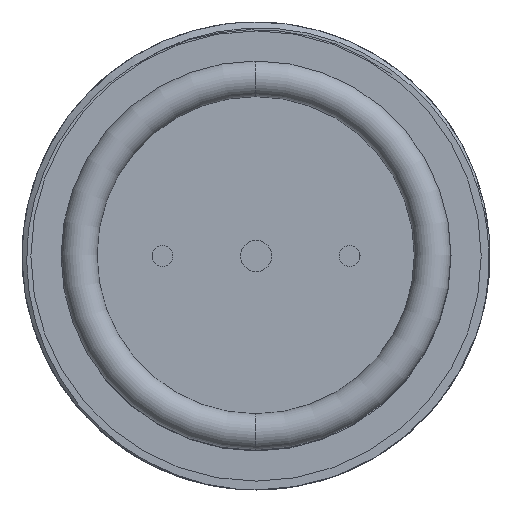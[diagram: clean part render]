
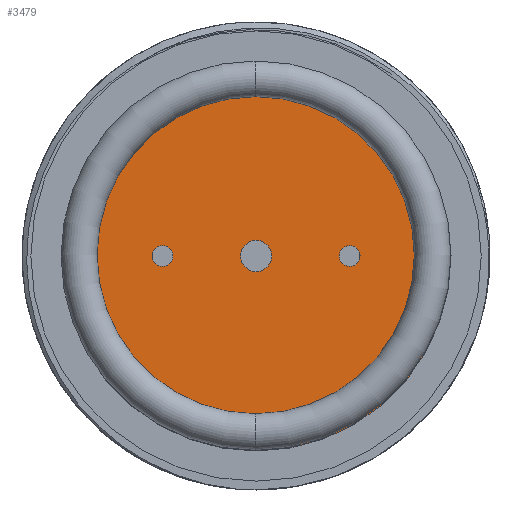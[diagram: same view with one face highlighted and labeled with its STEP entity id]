
A CAD part, front view. The second image highlights one B-rep face of the part: STEP entity #3479.
In plain terms, the highlighted planar face has unit normal (0, -1, 0).
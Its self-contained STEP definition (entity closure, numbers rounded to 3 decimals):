
#21 = AXIS2_PLACEMENT_3D ( 'NONE', #2355, #7804, #3122 ) ;
#325 = AXIS2_PLACEMENT_3D ( 'NONE', #1785, #7243, #2577 ) ;
#329 = PLANE ( 'NONE',  #5412 ) ;
#401 = VERTEX_POINT ( 'NONE', #458 ) ;
#458 = CARTESIAN_POINT ( 'NONE',  ( 0., 2.7, -18.75 ) ) ;
#522 = ORIENTED_EDGE ( 'NONE', *, *, #4713, .F. ) ;
#606 = CIRCLE ( 'NONE', #7638, 1. ) ;
#640 = EDGE_LOOP ( 'NONE', ( #1377, #1572 ) ) ;
#1203 = DIRECTION ( 'NONE',  ( 0., -1., 0. ) ) ;
#1377 = ORIENTED_EDGE ( 'NONE', *, *, #4329, .T. ) ;
#1520 = FACE_BOUND ( 'NONE', #6578, .T. ) ;
#1572 = ORIENTED_EDGE ( 'NONE', *, *, #5774, .T. ) ;
#1576 = AXIS2_PLACEMENT_3D ( 'NONE', #6522, #6459, #6427 ) ;
#1711 = EDGE_CURVE ( 'NONE', #6621, #7853, #5853, .T. ) ;
#1763 = FACE_OUTER_BOUND ( 'NONE', #640, .T. ) ;
#1785 = CARTESIAN_POINT ( 'NONE',  ( 0., 2.7, 0. ) ) ;
#1811 = EDGE_LOOP ( 'NONE', ( #7551, #7481 ) ) ;
#2010 = CARTESIAN_POINT ( 'NONE',  ( 0., 2.7, 0. ) ) ;
#2095 = DIRECTION ( 'NONE',  ( 0., -1., 0. ) ) ;
#2355 = CARTESIAN_POINT ( 'NONE',  ( 0., 2.7, 0. ) ) ;
#2577 = DIRECTION ( 'NONE',  ( 0., 0., -1. ) ) ;
#2654 = CARTESIAN_POINT ( 'NONE',  ( 9., 2.7, 1. ) ) ;
#2764 = CARTESIAN_POINT ( 'NONE',  ( 9., 2.7, 0. ) ) ;
#2794 = DIRECTION ( 'NONE',  ( 0., 0., -1. ) ) ;
#3122 = DIRECTION ( 'NONE',  ( 0., 0., -1. ) ) ;
#3192 = ORIENTED_EDGE ( 'NONE', *, *, #9369, .F. ) ;
#3385 = CIRCLE ( 'NONE', #21, 18.75 ) ;
#3395 = CIRCLE ( 'NONE', #325, 18.75 ) ;
#3479 = ADVANCED_FACE ( 'NONE', ( #9773, #1520, #10029, #1763 ), #329, .T. ) ;
#3532 = DIRECTION ( 'NONE',  ( 0., 0., -1. ) ) ;
#3583 = EDGE_CURVE ( 'NONE', #4296, #5779, #5367, .T. ) ;
#3597 = EDGE_CURVE ( 'NONE', #9346, #6002, #7436, .T. ) ;
#3700 = CARTESIAN_POINT ( 'NONE',  ( 9., 2.7, 0. ) ) ;
#3777 = CARTESIAN_POINT ( 'NONE',  ( -9., 2.7, -1. ) ) ;
#4090 = CARTESIAN_POINT ( 'NONE',  ( 0., 2.7, 18.75 ) ) ;
#4231 = DIRECTION ( 'NONE',  ( 0., -1., 0. ) ) ;
#4296 = VERTEX_POINT ( 'NONE', #8730 ) ;
#4297 = CARTESIAN_POINT ( 'NONE',  ( 9., 2.7, -1. ) ) ;
#4329 = EDGE_CURVE ( 'NONE', #401, #9752, #3395, .T. ) ;
#4362 = AXIS2_PLACEMENT_3D ( 'NONE', #3700, #9143, #4496 ) ;
#4496 = DIRECTION ( 'NONE',  ( 0., 0., -1. ) ) ;
#4625 = CARTESIAN_POINT ( 'NONE',  ( -9., 2.7, 1. ) ) ;
#4713 = EDGE_CURVE ( 'NONE', #7853, #6621, #606, .T. ) ;
#4796 = EDGE_LOOP ( 'NONE', ( #9349, #3192 ) ) ;
#4883 = AXIS2_PLACEMENT_3D ( 'NONE', #2764, #8202, #3532 ) ;
#5367 = CIRCLE ( 'NONE', #6978, 1.5 ) ;
#5412 = AXIS2_PLACEMENT_3D ( 'NONE', #8885, #4231, #9663 ) ;
#5452 = CARTESIAN_POINT ( 'NONE',  ( 0., 2.7, 1.5 ) ) ;
#5462 = EDGE_CURVE ( 'NONE', #6002, #9346, #6209, .T. ) ;
#5659 = ORIENTED_EDGE ( 'NONE', *, *, #1711, .F. ) ;
#5774 = EDGE_CURVE ( 'NONE', #9752, #401, #3385, .T. ) ;
#5779 = VERTEX_POINT ( 'NONE', #5452 ) ;
#5853 = CIRCLE ( 'NONE', #1576, 1. ) ;
#5865 = CARTESIAN_POINT ( 'NONE',  ( 0., 2.7, 0. ) ) ;
#6002 = VERTEX_POINT ( 'NONE', #2654 ) ;
#6209 = CIRCLE ( 'NONE', #4362, 1. ) ;
#6343 = CIRCLE ( 'NONE', #8820, 1.5 ) ;
#6427 = DIRECTION ( 'NONE',  ( 0., 0., -1. ) ) ;
#6459 = DIRECTION ( 'NONE',  ( 0., -1., 0. ) ) ;
#6522 = CARTESIAN_POINT ( 'NONE',  ( -9., 2.7, 0. ) ) ;
#6578 = EDGE_LOOP ( 'NONE', ( #522, #5659 ) ) ;
#6621 = VERTEX_POINT ( 'NONE', #4625 ) ;
#6649 = DIRECTION ( 'NONE',  ( 0., 0., -1. ) ) ;
#6762 = CARTESIAN_POINT ( 'NONE',  ( -9., 2.7, 0. ) ) ;
#6978 = AXIS2_PLACEMENT_3D ( 'NONE', #5865, #1203, #6649 ) ;
#7243 = DIRECTION ( 'NONE',  ( 0., -1., 0. ) ) ;
#7436 = CIRCLE ( 'NONE', #4883, 1. ) ;
#7472 = DIRECTION ( 'NONE',  ( 0., -1., 0. ) ) ;
#7481 = ORIENTED_EDGE ( 'NONE', *, *, #5462, .F. ) ;
#7548 = DIRECTION ( 'NONE',  ( 0., 0., -1. ) ) ;
#7551 = ORIENTED_EDGE ( 'NONE', *, *, #3597, .F. ) ;
#7638 = AXIS2_PLACEMENT_3D ( 'NONE', #6762, #2095, #7548 ) ;
#7804 = DIRECTION ( 'NONE',  ( 0., -1., 0. ) ) ;
#7853 = VERTEX_POINT ( 'NONE', #3777 ) ;
#8202 = DIRECTION ( 'NONE',  ( 0., -1., 0. ) ) ;
#8730 = CARTESIAN_POINT ( 'NONE',  ( 0., 2.7, -1.5 ) ) ;
#8820 = AXIS2_PLACEMENT_3D ( 'NONE', #2010, #7472, #2794 ) ;
#8885 = CARTESIAN_POINT ( 'NONE',  ( 0., 2.7, 0. ) ) ;
#9143 = DIRECTION ( 'NONE',  ( 0., -1., 0. ) ) ;
#9346 = VERTEX_POINT ( 'NONE', #4297 ) ;
#9349 = ORIENTED_EDGE ( 'NONE', *, *, #3583, .F. ) ;
#9369 = EDGE_CURVE ( 'NONE', #5779, #4296, #6343, .T. ) ;
#9663 = DIRECTION ( 'NONE',  ( 0., 0., -1. ) ) ;
#9752 = VERTEX_POINT ( 'NONE', #4090 ) ;
#9773 = FACE_BOUND ( 'NONE', #1811, .T. ) ;
#10029 = FACE_BOUND ( 'NONE', #4796, .T. ) ;
